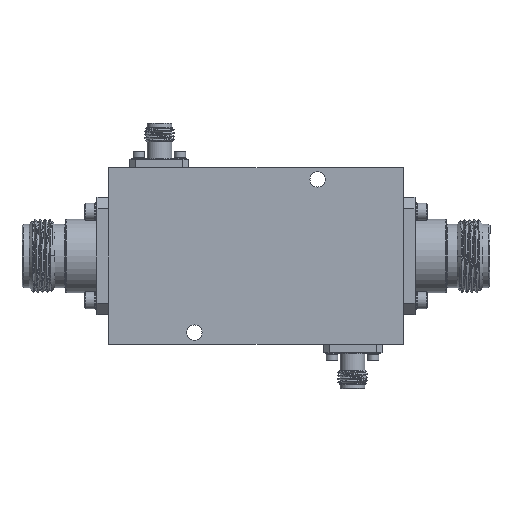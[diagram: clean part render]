
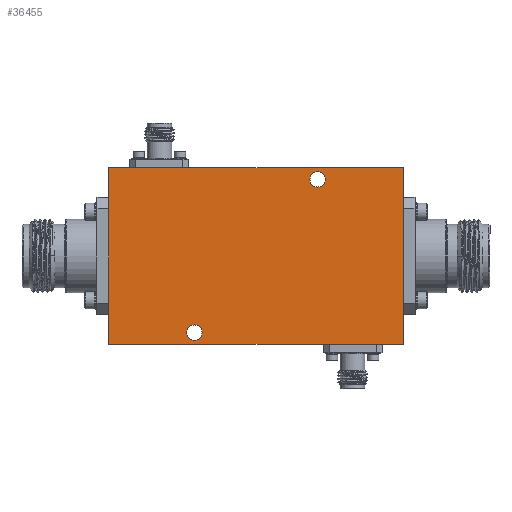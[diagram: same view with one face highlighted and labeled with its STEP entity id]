
A CAD part, front view. The second image highlights one B-rep face of the part: STEP entity #36455.
In plain terms, the highlighted planar face has unit normal (0, -1, 0).
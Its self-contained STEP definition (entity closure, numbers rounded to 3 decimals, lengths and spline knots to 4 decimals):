
#40 = ORIENTED_EDGE ( 'NONE', *, *, #18342, .F. ) ;
#1244 = DIRECTION ( 'NONE',  ( 0., 0., -1. ) ) ;
#1621 = CIRCLE ( 'NONE', #54260, 0.065 ) ;
#3907 = VECTOR ( 'NONE', #25021, 39.3701 ) ;
#4406 = EDGE_CURVE ( 'NONE', #24169, #24169, #47527, .T. ) ;
#4971 = LINE ( 'NONE', #45552, #3907 ) ;
#6723 = EDGE_LOOP ( 'NONE', ( #35643 ) ) ;
#10436 = FACE_BOUND ( 'NONE', #48387, .T. ) ;
#10838 = DIRECTION ( 'NONE',  ( 1., 0., 0. ) ) ;
#11122 = CARTESIAN_POINT ( 'NONE',  ( 1.25, -0.555, 0.75 ) ) ;
#12153 = CARTESIAN_POINT ( 'NONE',  ( 1.25, -0.555, -0.75 ) ) ;
#18157 = CARTESIAN_POINT ( 'NONE',  ( 0.5224, -0.555, 0.65 ) ) ;
#18342 = EDGE_CURVE ( 'NONE', #27725, #51717, #46441, .T. ) ;
#18961 = AXIS2_PLACEMENT_3D ( 'NONE', #18157, #49533, #43593 ) ;
#19933 = PLANE ( 'NONE',  #52925 ) ;
#20522 = ORIENTED_EDGE ( 'NONE', *, *, #44957, .T. ) ;
#21448 = VERTEX_POINT ( 'NONE', #47261 ) ;
#22390 = DIRECTION ( 'NONE',  ( -1., 0., 0. ) ) ;
#23200 = ORIENTED_EDGE ( 'NONE', *, *, #28198, .F. ) ;
#23305 = CARTESIAN_POINT ( 'NONE',  ( 1.25, -0.555, 0.75 ) ) ;
#24169 = VERTEX_POINT ( 'NONE', #43717 ) ;
#24585 = DIRECTION ( 'NONE',  ( 0., 0., -1. ) ) ;
#24693 = CARTESIAN_POINT ( 'NONE',  ( -1.25, -0.555, -0.75 ) ) ;
#25021 = DIRECTION ( 'NONE',  ( 0., 0., 1. ) ) ;
#25261 = ORIENTED_EDGE ( 'NONE', *, *, #48370, .F. ) ;
#26126 = LINE ( 'NONE', #27991, #64955 ) ;
#26570 = VERTEX_POINT ( 'NONE', #62841 ) ;
#27072 = EDGE_CURVE ( 'NONE', #26570, #27725, #40134, .T. ) ;
#27725 = VERTEX_POINT ( 'NONE', #23305 ) ;
#27991 = CARTESIAN_POINT ( 'NONE',  ( -1.25, -0.555, -0.75 ) ) ;
#28198 = EDGE_CURVE ( 'NONE', #33548, #26570, #4971, .T. ) ;
#30502 = CARTESIAN_POINT ( 'NONE',  ( 0., -0.555, 0. ) ) ;
#33548 = VERTEX_POINT ( 'NONE', #24693 ) ;
#35643 = ORIENTED_EDGE ( 'NONE', *, *, #4406, .T. ) ;
#36455 = ADVANCED_FACE ( 'NONE', ( #45094, #10436, #45768 ), #19933, .T. ) ;
#40079 = DIRECTION ( 'NONE',  ( 0., -1., 0. ) ) ;
#40134 = LINE ( 'NONE', #61012, #64435 ) ;
#43582 = DIRECTION ( 'NONE',  ( 0., 1., 0. ) ) ;
#43593 = DIRECTION ( 'NONE',  ( 0., 0., 1. ) ) ;
#43717 = CARTESIAN_POINT ( 'NONE',  ( 0.5224, -0.555, 0.715 ) ) ;
#44957 = EDGE_CURVE ( 'NONE', #21448, #21448, #1621, .T. ) ;
#45094 = FACE_OUTER_BOUND ( 'NONE', #50916, .T. ) ;
#45552 = CARTESIAN_POINT ( 'NONE',  ( -1.25, -0.555, 0.75 ) ) ;
#45768 = FACE_BOUND ( 'NONE', #6723, .T. ) ;
#46441 = LINE ( 'NONE', #11122, #54313 ) ;
#47261 = CARTESIAN_POINT ( 'NONE',  ( -0.5224, -0.555, -0.585 ) ) ;
#47527 = CIRCLE ( 'NONE', #18961, 0.065 ) ;
#48370 = EDGE_CURVE ( 'NONE', #51717, #33548, #26126, .T. ) ;
#48387 = EDGE_LOOP ( 'NONE', ( #20522 ) ) ;
#49533 = DIRECTION ( 'NONE',  ( 0., 1., 0. ) ) ;
#50916 = EDGE_LOOP ( 'NONE', ( #40, #64348, #23200, #25261 ) ) ;
#51717 = VERTEX_POINT ( 'NONE', #12153 ) ;
#52925 = AXIS2_PLACEMENT_3D ( 'NONE', #30502, #40079, #24585 ) ;
#53529 = CARTESIAN_POINT ( 'NONE',  ( -0.5224, -0.555, -0.65 ) ) ;
#54260 = AXIS2_PLACEMENT_3D ( 'NONE', #53529, #43582, #63755 ) ;
#54313 = VECTOR ( 'NONE', #1244, 39.3701 ) ;
#61012 = CARTESIAN_POINT ( 'NONE',  ( -1.25, -0.555, 0.75 ) ) ;
#62841 = CARTESIAN_POINT ( 'NONE',  ( -1.25, -0.555, 0.75 ) ) ;
#63755 = DIRECTION ( 'NONE',  ( 0., 0., 1. ) ) ;
#64348 = ORIENTED_EDGE ( 'NONE', *, *, #27072, .F. ) ;
#64435 = VECTOR ( 'NONE', #10838, 39.3701 ) ;
#64955 = VECTOR ( 'NONE', #22390, 39.3701 ) ;
